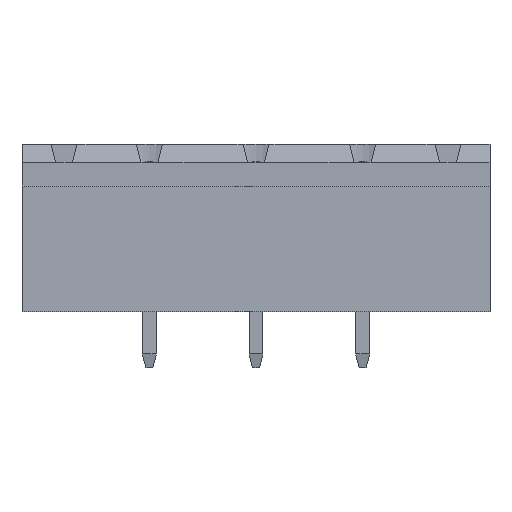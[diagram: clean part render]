
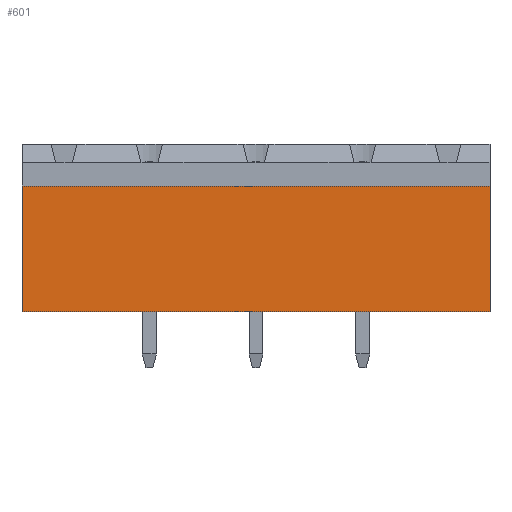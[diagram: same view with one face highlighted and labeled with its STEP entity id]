
A CAD part, front view. The second image highlights one B-rep face of the part: STEP entity #601.
In plain terms, the highlighted planar face has unit normal (0, -1, 0).
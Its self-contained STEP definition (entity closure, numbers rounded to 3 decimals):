
#601 = ADVANCED_FACE( '', ( #1225 ), #1226, .T. );
#1225 = FACE_OUTER_BOUND( '', #1877, .T. );
#1226 = PLANE( '', #1878 );
#1877 = EDGE_LOOP( '', ( #3461, #3462, #3463, #3464 ) );
#1878 = AXIS2_PLACEMENT_3D( '', #3465, #3466, #3467 );
#3461 = ORIENTED_EDGE( '', *, *, #4610, .F. );
#3462 = ORIENTED_EDGE( '', *, *, #3975, .F. );
#3463 = ORIENTED_EDGE( '', *, *, #4611, .T. );
#3464 = ORIENTED_EDGE( '', *, *, #4612, .T. );
#3465 = CARTESIAN_POINT( '', ( 16.72, -4.05, -6. ) );
#3466 = DIRECTION( '', ( 0., -1., 0. ) );
#3467 = DIRECTION( '', ( 0., 0., -1. ) );
#3975 = EDGE_CURVE( '', #4735, #4737, #4738, .T. );
#4610 = EDGE_CURVE( '', #4737, #5707, #5708, .T. );
#4611 = EDGE_CURVE( '', #4735, #5709, #5710, .T. );
#4612 = EDGE_CURVE( '', #5709, #5707, #5711, .T. );
#4735 = VERTEX_POINT( '', #5852 );
#4737 = VERTEX_POINT( '', #5855 );
#4738 = LINE( '', #5856, #5857 );
#5707 = VERTEX_POINT( '', #7525 );
#5708 = LINE( '', #7526, #7527 );
#5709 = VERTEX_POINT( '', #7528 );
#5710 = LINE( '', #7529, #7530 );
#5711 = LINE( '', #7531, #7532 );
#5852 = CARTESIAN_POINT( '', ( 16.72, -4.05, -6. ) );
#5855 = CARTESIAN_POINT( '', ( -16.72, -4.05, -6. ) );
#5856 = CARTESIAN_POINT( '', ( 16.72, -4.05, -6. ) );
#5857 = VECTOR( '', #7662, 1000. );
#7525 = CARTESIAN_POINT( '', ( -16.72, -4.05, 3. ) );
#7526 = CARTESIAN_POINT( '', ( -16.72, -4.05, -6. ) );
#7527 = VECTOR( '', #8212, 1000. );
#7528 = CARTESIAN_POINT( '', ( 16.72, -4.05, 3. ) );
#7529 = CARTESIAN_POINT( '', ( 16.72, -4.05, -6. ) );
#7530 = VECTOR( '', #8213, 1000. );
#7531 = CARTESIAN_POINT( '', ( 16.72, -4.05, 3. ) );
#7532 = VECTOR( '', #8214, 1000. );
#7662 = DIRECTION( '', ( -1., 0., 0. ) );
#8212 = DIRECTION( '', ( 0., 0., 1. ) );
#8213 = DIRECTION( '', ( 0., 0., 1. ) );
#8214 = DIRECTION( '', ( -1., 0., 0. ) );
